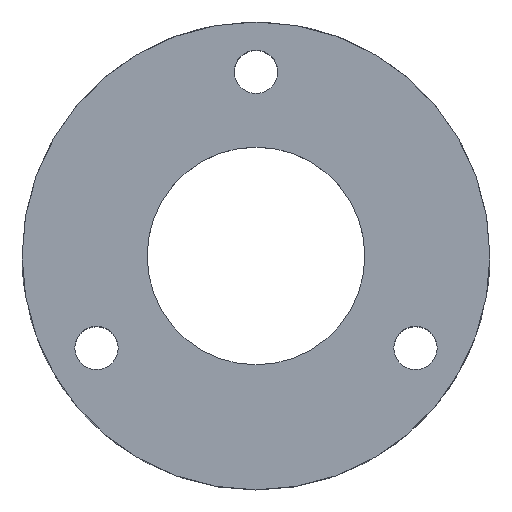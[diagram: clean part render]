
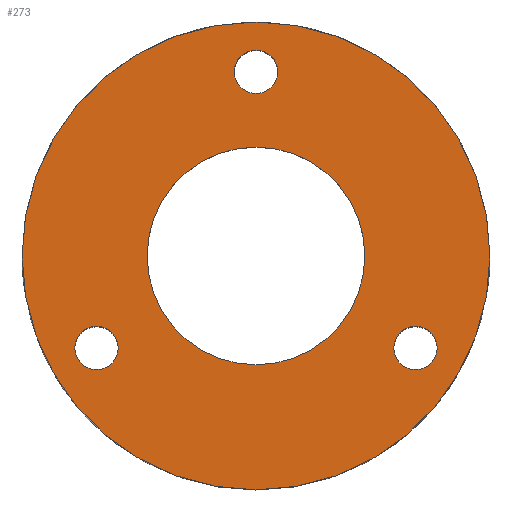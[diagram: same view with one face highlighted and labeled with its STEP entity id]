
A CAD part, top view. The second image highlights one B-rep face of the part: STEP entity #273.
In plain terms, the highlighted planar face has unit normal (0, 0, 1).
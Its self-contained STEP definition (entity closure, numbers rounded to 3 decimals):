
#1 = ORIENTED_EDGE ( 'NONE', *, *, #31, .T. ) ;
#6 = CIRCLE ( 'NONE', #43, 1. ) ;
#8 = EDGE_LOOP ( 'NONE', ( #852, #705 ) ) ;
#17 = CARTESIAN_POINT ( 'NONE',  ( -7.361, -4.25, 13. ) ) ;
#22 = FACE_BOUND ( 'NONE', #508, .T. ) ;
#25 = DIRECTION ( 'NONE',  ( 0., 0., -1. ) ) ;
#31 = EDGE_CURVE ( 'NONE', #596, #802, #451, .T. ) ;
#32 = AXIS2_PLACEMENT_3D ( 'NONE', #17, #538, #272 ) ;
#37 = DIRECTION ( 'NONE',  ( 0., 0., -1. ) ) ;
#38 = DIRECTION ( 'NONE',  ( 0., 0., 1. ) ) ;
#39 = EDGE_LOOP ( 'NONE', ( #602, #161 ) ) ;
#43 = AXIS2_PLACEMENT_3D ( 'NONE', #474, #340, #343 ) ;
#58 = AXIS2_PLACEMENT_3D ( 'NONE', #695, #230, #93 ) ;
#93 = DIRECTION ( 'NONE',  ( 1., 0., 0. ) ) ;
#140 = AXIS2_PLACEMENT_3D ( 'NONE', #839, #828, #221 ) ;
#151 = VERTEX_POINT ( 'NONE', #819 ) ;
#155 = EDGE_CURVE ( 'NONE', #802, #596, #217, .T. ) ;
#156 = FACE_BOUND ( 'NONE', #8, .T. ) ;
#161 = ORIENTED_EDGE ( 'NONE', *, *, #841, .F. ) ;
#171 = CARTESIAN_POINT ( 'NONE',  ( 0., 0., 13. ) ) ;
#173 = EDGE_CURVE ( 'NONE', #625, #466, #840, .T. ) ;
#180 = CARTESIAN_POINT ( 'NONE',  ( 0., 0., 13. ) ) ;
#188 = VERTEX_POINT ( 'NONE', #747 ) ;
#217 = CIRCLE ( 'NONE', #620, 5.025 ) ;
#221 = DIRECTION ( 'NONE',  ( 1., 0., 0. ) ) ;
#230 = DIRECTION ( 'NONE',  ( 0., 0., -1. ) ) ;
#264 = DIRECTION ( 'NONE',  ( 1., 0., 0. ) ) ;
#272 = DIRECTION ( 'NONE',  ( 1., 0., 0. ) ) ;
#273 = ADVANCED_FACE ( 'NONE', ( #156, #848, #628, #22, #417 ), #783, .T. ) ;
#280 = AXIS2_PLACEMENT_3D ( 'NONE', #565, #25, #352 ) ;
#283 = ORIENTED_EDGE ( 'NONE', *, *, #707, .T. ) ;
#285 = DIRECTION ( 'NONE',  ( 0., 0., -1. ) ) ;
#294 = CARTESIAN_POINT ( 'NONE',  ( 10.8, 0., 13. ) ) ;
#306 = DIRECTION ( 'NONE',  ( 1., 0., 0. ) ) ;
#314 = AXIS2_PLACEMENT_3D ( 'NONE', #632, #285, #636 ) ;
#326 = CIRCLE ( 'NONE', #58, 10.8 ) ;
#327 = AXIS2_PLACEMENT_3D ( 'NONE', #171, #38, #306 ) ;
#336 = CIRCLE ( 'NONE', #280, 1. ) ;
#340 = DIRECTION ( 'NONE',  ( 0., 0., -1. ) ) ;
#343 = DIRECTION ( 'NONE',  ( 1., 0., 0. ) ) ;
#352 = DIRECTION ( 'NONE',  ( 1., 0., 0. ) ) ;
#375 = VERTEX_POINT ( 'NONE', #294 ) ;
#382 = AXIS2_PLACEMENT_3D ( 'NONE', #180, #736, #799 ) ;
#391 = EDGE_CURVE ( 'NONE', #430, #151, #578, .T. ) ;
#400 = DIRECTION ( 'NONE',  ( 1., 0., 0. ) ) ;
#413 = ORIENTED_EDGE ( 'NONE', *, *, #155, .T. ) ;
#417 = FACE_OUTER_BOUND ( 'NONE', #39, .T. ) ;
#430 = VERTEX_POINT ( 'NONE', #574 ) ;
#435 = ORIENTED_EDGE ( 'NONE', *, *, #750, .T. ) ;
#451 = CIRCLE ( 'NONE', #382, 5.025 ) ;
#466 = VERTEX_POINT ( 'NONE', #524 ) ;
#474 = CARTESIAN_POINT ( 'NONE',  ( 7.361, -4.25, 13. ) ) ;
#487 = EDGE_LOOP ( 'NONE', ( #787, #641 ) ) ;
#508 = EDGE_LOOP ( 'NONE', ( #413, #1 ) ) ;
#519 = CIRCLE ( 'NONE', #140, 1. ) ;
#524 = CARTESIAN_POINT ( 'NONE',  ( -8.361, -4.25, 13. ) ) ;
#531 = CARTESIAN_POINT ( 'NONE',  ( -5.025, 0., 13. ) ) ;
#537 = DIRECTION ( 'NONE',  ( 0., 0., -1. ) ) ;
#538 = DIRECTION ( 'NONE',  ( 0., 0., -1. ) ) ;
#545 = CARTESIAN_POINT ( 'NONE',  ( 0., 0., 13. ) ) ;
#546 = EDGE_LOOP ( 'NONE', ( #283, #435 ) ) ;
#549 = DIRECTION ( 'NONE',  ( 0., 0., -1. ) ) ;
#565 = CARTESIAN_POINT ( 'NONE',  ( 7.361, -4.25, 13. ) ) ;
#571 = EDGE_CURVE ( 'NONE', #151, #430, #810, .T. ) ;
#574 = CARTESIAN_POINT ( 'NONE',  ( 1., 8.5, 13. ) ) ;
#578 = CIRCLE ( 'NONE', #314, 1. ) ;
#596 = VERTEX_POINT ( 'NONE', #531 ) ;
#597 = CARTESIAN_POINT ( 'NONE',  ( 0., 8.5, 13. ) ) ;
#602 = ORIENTED_EDGE ( 'NONE', *, *, #872, .F. ) ;
#620 = AXIS2_PLACEMENT_3D ( 'NONE', #545, #549, #400 ) ;
#623 = DIRECTION ( 'NONE',  ( 1., 0., 0. ) ) ;
#625 = VERTEX_POINT ( 'NONE', #665 ) ;
#627 = CARTESIAN_POINT ( 'NONE',  ( 5.025, 0., 13. ) ) ;
#628 = FACE_BOUND ( 'NONE', #487, .T. ) ;
#632 = CARTESIAN_POINT ( 'NONE',  ( 0., 8.5, 13. ) ) ;
#635 = CARTESIAN_POINT ( 'NONE',  ( 0., 0., 13. ) ) ;
#636 = DIRECTION ( 'NONE',  ( 1., 0., 0. ) ) ;
#641 = ORIENTED_EDGE ( 'NONE', *, *, #571, .T. ) ;
#665 = CARTESIAN_POINT ( 'NONE',  ( -6.361, -4.25, 13. ) ) ;
#695 = CARTESIAN_POINT ( 'NONE',  ( 0., 0., 13. ) ) ;
#701 = CARTESIAN_POINT ( 'NONE',  ( 6.361, -4.25, 13. ) ) ;
#705 = ORIENTED_EDGE ( 'NONE', *, *, #864, .T. ) ;
#707 = EDGE_CURVE ( 'NONE', #188, #725, #6, .T. ) ;
#725 = VERTEX_POINT ( 'NONE', #701 ) ;
#735 = CIRCLE ( 'NONE', #796, 10.8 ) ;
#736 = DIRECTION ( 'NONE',  ( 0., 0., -1. ) ) ;
#747 = CARTESIAN_POINT ( 'NONE',  ( 8.361, -4.25, 13. ) ) ;
#750 = EDGE_CURVE ( 'NONE', #725, #188, #336, .T. ) ;
#766 = CARTESIAN_POINT ( 'NONE',  ( -10.8, 0., 13. ) ) ;
#769 = VERTEX_POINT ( 'NONE', #766 ) ;
#783 = PLANE ( 'NONE',  #327 ) ;
#787 = ORIENTED_EDGE ( 'NONE', *, *, #391, .T. ) ;
#796 = AXIS2_PLACEMENT_3D ( 'NONE', #635, #37, #623 ) ;
#799 = DIRECTION ( 'NONE',  ( 1., 0., 0. ) ) ;
#802 = VERTEX_POINT ( 'NONE', #627 ) ;
#810 = CIRCLE ( 'NONE', #871, 1. ) ;
#819 = CARTESIAN_POINT ( 'NONE',  ( -1., 8.5, 13. ) ) ;
#828 = DIRECTION ( 'NONE',  ( 0., 0., -1. ) ) ;
#839 = CARTESIAN_POINT ( 'NONE',  ( -7.361, -4.25, 13. ) ) ;
#840 = CIRCLE ( 'NONE', #32, 1. ) ;
#841 = EDGE_CURVE ( 'NONE', #769, #375, #735, .T. ) ;
#848 = FACE_BOUND ( 'NONE', #546, .T. ) ;
#852 = ORIENTED_EDGE ( 'NONE', *, *, #173, .T. ) ;
#864 = EDGE_CURVE ( 'NONE', #466, #625, #519, .T. ) ;
#871 = AXIS2_PLACEMENT_3D ( 'NONE', #597, #537, #264 ) ;
#872 = EDGE_CURVE ( 'NONE', #375, #769, #326, .T. ) ;
